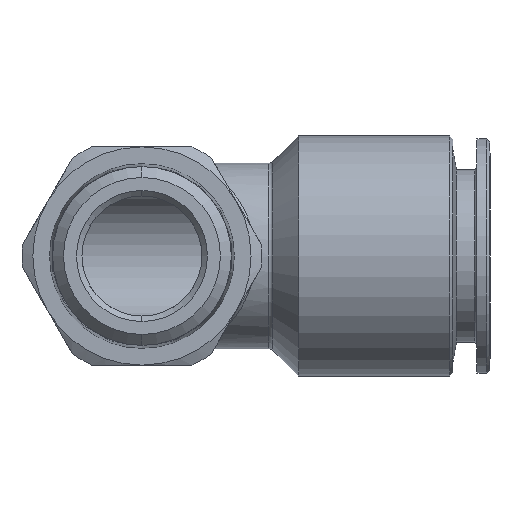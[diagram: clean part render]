
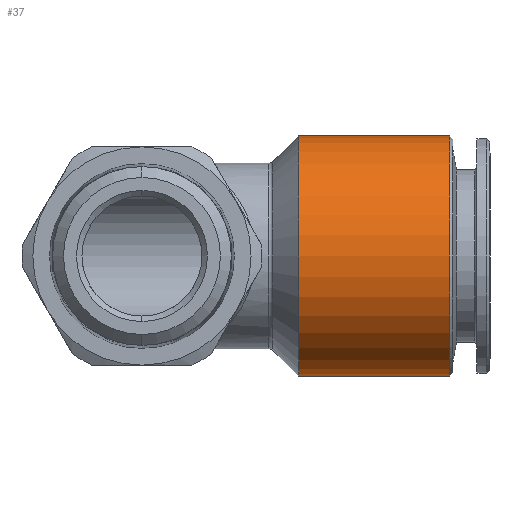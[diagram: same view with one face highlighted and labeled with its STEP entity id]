
A CAD part, front view. The second image highlights one B-rep face of the part: STEP entity #37.
In plain terms, the highlighted cylindrical face has radius 11 mm (diameter 22 mm), a partial arc.
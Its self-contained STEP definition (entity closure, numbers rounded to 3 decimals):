
#8 = EDGE_CURVE ( 'NONE', #473, #391, #916, .T. ) ;
#37 = ADVANCED_FACE ( 'NONE', ( #2364 ), #2363, .T. ) ;
#38 = EDGE_LOOP ( 'NONE', ( #39, #40, #42, #43 ) ) ;
#39 = ORIENTED_EDGE ( 'NONE', *, *, #486, .F. ) ;
#40 = ORIENTED_EDGE ( 'NONE', *, *, #41, .T. ) ;
#41 = EDGE_CURVE ( 'NONE', #598, #597, #2358, .T. ) ;
#42 = ORIENTED_EDGE ( 'NONE', *, *, #471, .T. ) ;
#43 = ORIENTED_EDGE ( 'NONE', *, *, #8, .T. ) ;
#391 = VERTEX_POINT ( 'NONE', #2844 ) ;
#471 = EDGE_CURVE ( 'NONE', #597, #473, #3293, .T. ) ;
#473 = VERTEX_POINT ( 'NONE', #3268 ) ;
#486 = EDGE_CURVE ( 'NONE', #598, #391, #3106, .T. ) ;
#597 = VERTEX_POINT ( 'NONE', #3510 ) ;
#598 = VERTEX_POINT ( 'NONE', #3509 ) ;
#912 = DIRECTION ( 'NONE',  ( 0., 0., -1. ) ) ;
#913 = DIRECTION ( 'NONE',  ( 1., 0., 0. ) ) ;
#914 = CARTESIAN_POINT ( 'NONE',  ( 14.35, 0., 0. ) ) ;
#915 = AXIS2_PLACEMENT_3D ( 'NONE', #914, #913, #912 ) ;
#916 = CIRCLE ( 'NONE', #915, 11. ) ;
#1889 = DIRECTION ( 'NONE',  ( -1., 0., 0. ) ) ;
#1890 = CARTESIAN_POINT ( 'NONE',  ( 28.2, 0., 0. ) ) ;
#1891 = DIRECTION ( 'NONE',  ( 0., 0., 1. ) ) ;
#1898 = AXIS2_PLACEMENT_3D ( 'NONE', #1890, #1889, #1891 ) ;
#2358 = CIRCLE ( 'NONE', #1898, 11. ) ;
#2359 = DIRECTION ( 'NONE',  ( 0., 0., 1. ) ) ;
#2360 = DIRECTION ( 'NONE',  ( -1., 0., 0. ) ) ;
#2361 = CARTESIAN_POINT ( 'NONE',  ( 0., 0., 0. ) ) ;
#2362 = AXIS2_PLACEMENT_3D ( 'NONE', #2361, #2360, #2359 ) ;
#2363 = CYLINDRICAL_SURFACE ( 'NONE', #2362, 11. ) ;
#2364 = FACE_OUTER_BOUND ( 'NONE', #38, .T. ) ;
#2844 = CARTESIAN_POINT ( 'NONE',  ( 14.35, 0., -11. ) ) ;
#3106 = LINE ( 'NONE', #3248, #3247 ) ;
#3246 = DIRECTION ( 'NONE',  ( -1., 0., 0. ) ) ;
#3247 = VECTOR ( 'NONE', #3246, 1000. ) ;
#3248 = CARTESIAN_POINT ( 'NONE',  ( 0., 0., -11. ) ) ;
#3268 = CARTESIAN_POINT ( 'NONE',  ( 14.35, 0., 11. ) ) ;
#3269 = DIRECTION ( 'NONE',  ( -1., 0., 0. ) ) ;
#3270 = VECTOR ( 'NONE', #3269, 1000. ) ;
#3292 = CARTESIAN_POINT ( 'NONE',  ( 0., 0., 11. ) ) ;
#3293 = LINE ( 'NONE', #3292, #3270 ) ;
#3509 = CARTESIAN_POINT ( 'NONE',  ( 28.2, 0., -11. ) ) ;
#3510 = CARTESIAN_POINT ( 'NONE',  ( 28.2, 0., 11. ) ) ;
